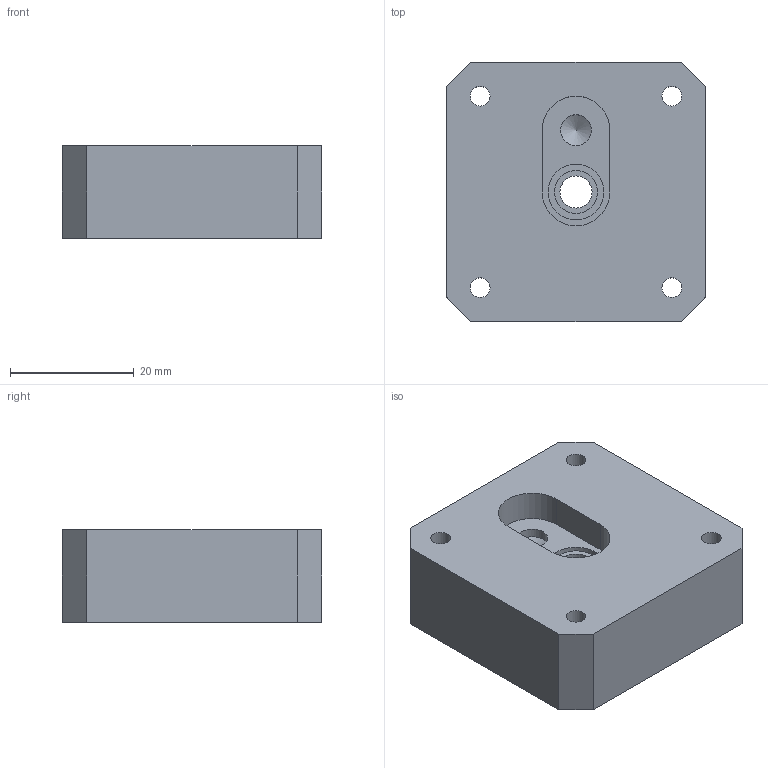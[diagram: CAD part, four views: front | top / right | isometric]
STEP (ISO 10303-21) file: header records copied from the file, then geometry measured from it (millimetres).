
FILE_DESCRIPTION(/* description */ (''),/* implementation_level */ '2;1');
FILE_NAME(/* name */ '齿轮泵体.stp',/* time_stamp */ '2022-08-15T17:44:09+08:00',/* author */ (''),/* organization */ (''),/* preprocessor_version */ 'ST-DEVELOPER v16',/* originating_system */ 'SIEMENS PLM Software NX 10.0',/* authorisation */ '');
FILE_SCHEMA (('CONFIG_CONTROL_DESIGN'));
Length unit declared in the file: millimetre
Products named in the file (1): 齿轮泵体-1
Bounding box: 42 x 42 x 15 mm (x, y, z)
Volume: 23120.1 mm3; surface area: 6995.7 mm2
Topology: 1 solids, 1 shells, 28 faces, 70 edges, 48 vertices
Faces by surface type: plane 16, cylinder 11, cone 1
Full cylindrical faces by diameter (mm): 3.2 x4, 5 x1, 5.2 x1, 7 x1, 9 x1, 24 x1
Entity records: 852 total; most frequent: DIRECTION 134, CARTESIAN_POINT 126, ORIENTED_EDGE 108, EDGE_CURVE 54, EDGE_LOOP 52, AXIS2_PLACEMENT_3D 51, VERTEX_POINT 43, FACE_BOUND 41
